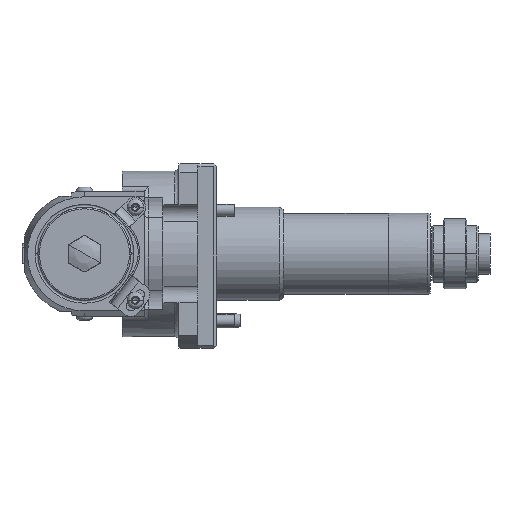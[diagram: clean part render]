
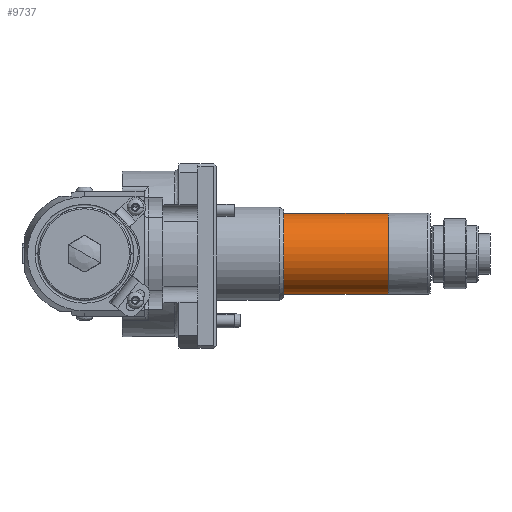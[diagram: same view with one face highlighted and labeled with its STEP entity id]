
A CAD part, front view. The second image highlights one B-rep face of the part: STEP entity #9737.
In plain terms, the highlighted cylindrical face has radius 13.9 mm (diameter 27.8 mm), a partial arc.
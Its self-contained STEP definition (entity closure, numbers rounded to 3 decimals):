
#408=DIRECTION('',(1.,0.,0.));
#409=VECTOR('',#408,36.);
#410=CARTESIAN_POINT('',(23.,0.,13.9));
#411=LINE('',#410,#409);
#412=DIRECTION('',(1.,0.,0.));
#413=VECTOR('',#412,36.);
#414=CARTESIAN_POINT('',(23.,0.,-13.9));
#415=LINE('',#414,#413);
#416=CARTESIAN_POINT('',(23.,0.,0.));
#417=DIRECTION('',(1.,0.,0.));
#418=DIRECTION('',(0.,0.,1.));
#419=AXIS2_PLACEMENT_3D('',#416,#417,#418);
#421=CARTESIAN_POINT('',(59.,0.,0.));
#422=DIRECTION('',(1.,0.,0.));
#423=DIRECTION('',(0.,0.,1.));
#424=AXIS2_PLACEMENT_3D('',#421,#422,#423);
#7727=CARTESIAN_POINT('',(23.,0.,13.9));
#7728=CARTESIAN_POINT('',(59.,0.,13.9));
#7729=VERTEX_POINT('',#7727);
#7730=VERTEX_POINT('',#7728);
#7731=CARTESIAN_POINT('',(23.,0.,-13.9));
#7732=CARTESIAN_POINT('',(59.,0.,-13.9));
#7733=VERTEX_POINT('',#7731);
#7734=VERTEX_POINT('',#7732);
#9725=CARTESIAN_POINT('',(78.1,0.,0.));
#9726=DIRECTION('',(-1.,0.,0.));
#9727=DIRECTION('',(0.,0.,-1.));
#9728=AXIS2_PLACEMENT_3D('',#9725,#9726,#9727);
#9729=CYLINDRICAL_SURFACE('',#9728,13.9);
#9730=ORIENTED_EDGE('',*,*,#9715,.T.);
#9732=ORIENTED_EDGE('',*,*,#9731,.T.);
#9733=ORIENTED_EDGE('',*,*,#9718,.F.);
#9734=ORIENTED_EDGE('',*,*,#9693,.F.);
#9735=EDGE_LOOP('',(#9730,#9732,#9733,#9734));
#9736=FACE_OUTER_BOUND('',#9735,.F.);
#9737=ADVANCED_FACE('',(#9736),#9729,.T.);
#420=CIRCLE('',#419,13.9);
#425=CIRCLE('',#424,13.9);
#9693=EDGE_CURVE('',#7729,#7733,#420,.T.);
#9715=EDGE_CURVE('',#7729,#7730,#411,.T.);
#9718=EDGE_CURVE('',#7733,#7734,#415,.T.);
#9731=EDGE_CURVE('',#7730,#7734,#425,.T.);
